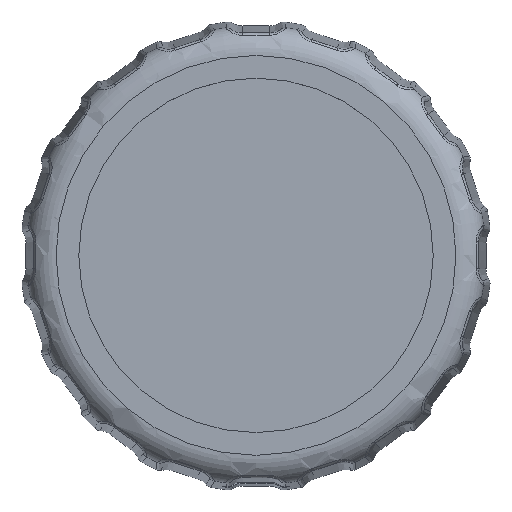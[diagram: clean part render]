
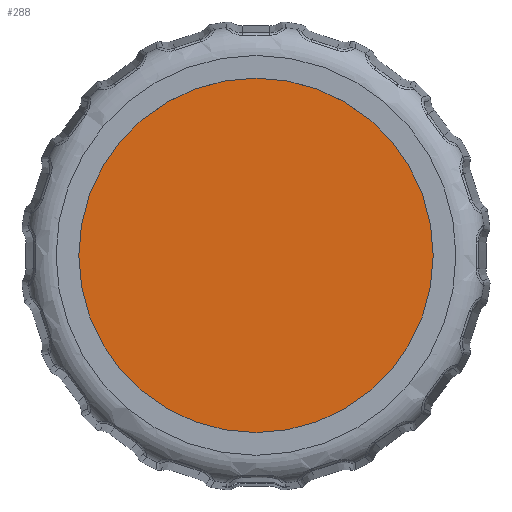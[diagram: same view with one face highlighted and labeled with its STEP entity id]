
A CAD part, top view. The second image highlights one B-rep face of the part: STEP entity #288.
In plain terms, the highlighted planar face has unit normal (0, 0, 1).
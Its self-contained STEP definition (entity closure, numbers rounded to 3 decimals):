
#288 = ADVANCED_FACE( '', ( #816 ), #817, .F. );
#816 = FACE_OUTER_BOUND( '', #1647, .T. );
#817 = PLANE( '', #1648 );
#1647 = EDGE_LOOP( '', ( #11183 ) );
#1648 = AXIS2_PLACEMENT_3D( '', #11184, #11185, #11186 );
#11183 = ORIENTED_EDGE( '', *, *, #12942, .T. );
#11184 = CARTESIAN_POINT( '', ( 12., 0., 37. ) );
#11185 = DIRECTION( '', ( 0., 0., -1. ) );
#11186 = DIRECTION( '', ( -1., 0., 0. ) );
#12942 = EDGE_CURVE( '', #13820, #13820, #13821, .T. );
#13820 = VERTEX_POINT( '', #15097 );
#13821 = CIRCLE( '', #15098, 12. );
#15097 = CARTESIAN_POINT( '', ( 12., 0., 37. ) );
#15098 = AXIS2_PLACEMENT_3D( '', #22074, #22075, #22076 );
#22074 = CARTESIAN_POINT( '', ( 0., 0., 37. ) );
#22075 = DIRECTION( '', ( 0., 0., 1. ) );
#22076 = DIRECTION( '', ( 1., 0., 0. ) );
